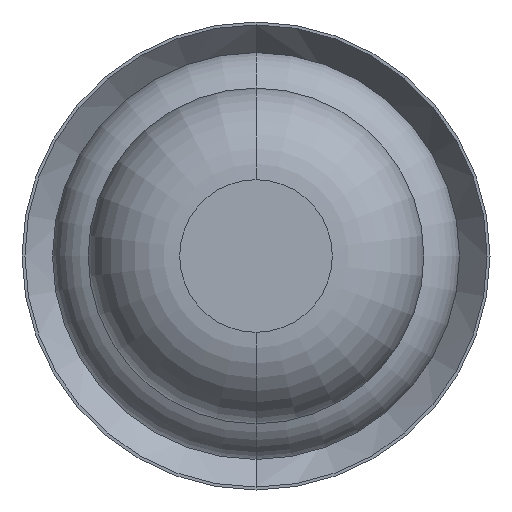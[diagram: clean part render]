
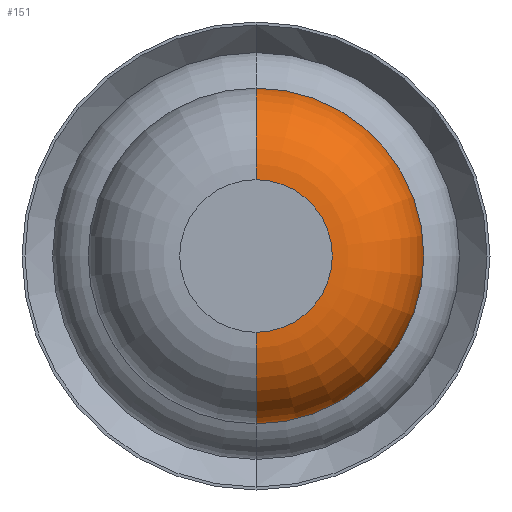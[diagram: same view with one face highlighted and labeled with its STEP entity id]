
A CAD part, front view. The second image highlights one B-rep face of the part: STEP entity #151.
In plain terms, the highlighted toroidal (fillet/blend) face has major radius 0.375 mm and minor radius 0.45 mm.
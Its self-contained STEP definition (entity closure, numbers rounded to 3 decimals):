
#150 = CARTESIAN_POINT ( 'NONE',  ( 0., -26.95, 0. ) ) ;
#151 = ADVANCED_FACE ( 'Defeature ausgef�hrt2_9', ( #5748 ), #1837, .T. ) ;
#286 = CARTESIAN_POINT ( 'NONE',  ( 0., -27.4, 0.375 ) ) ;
#470 = AXIS2_PLACEMENT_3D ( 'NONE', #150, #5567, #3581 ) ;
#755 = AXIS2_PLACEMENT_3D ( 'NONE', #799, #5640, #2814 ) ;
#799 = CARTESIAN_POINT ( 'NONE',  ( 0., -26.95, 0. ) ) ;
#1034 = CARTESIAN_POINT ( 'NONE',  ( 0., -26.95, -0.375 ) ) ;
#1102 = ORIENTED_EDGE ( 'NONE', *, *, #5528, .T. ) ;
#1262 = CIRCLE ( 'NONE', #755, 0.825 ) ;
#1297 = DIRECTION ( 'NONE',  ( 0., 1., 0. ) ) ;
#1353 = CARTESIAN_POINT ( 'NONE',  ( 0., -26.95, 0.375 ) ) ;
#1355 = VERTEX_POINT ( 'NONE', #2029 ) ;
#1381 = DIRECTION ( 'NONE',  ( -1., 0., 0. ) ) ;
#1760 = CIRCLE ( 'NONE', #4766, 0.45 ) ;
#1766 = DIRECTION ( 'NONE',  ( 1., 0., 0. ) ) ;
#1837 = TOROIDAL_SURFACE ( 'NONE', #470, 0.375, 0.45 ) ;
#2029 = CARTESIAN_POINT ( 'NONE',  ( 0., -26.95, 0.825 ) ) ;
#2158 = ORIENTED_EDGE ( 'NONE', *, *, #5491, .F. ) ;
#2378 = DIRECTION ( 'NONE',  ( 0., 0., 1. ) ) ;
#2814 = DIRECTION ( 'NONE',  ( 0., 0., 1. ) ) ;
#2889 = EDGE_CURVE ( 'Defeature ausgef�hrt2_10+Defeature ausgef�hrt2_9+Defeature ausgef�hrt2_9+Defeature ausgef�hrt2_9', #1355, #3218, #1262, .T. ) ;
#3110 = CARTESIAN_POINT ( 'NONE',  ( 0., -26.95, -0.825 ) ) ;
#3218 = VERTEX_POINT ( 'NONE', #3110 ) ;
#3284 = ORIENTED_EDGE ( 'NONE', *, *, #2889, .F. ) ;
#3361 = CIRCLE ( 'NONE', #5660, 0.375 ) ;
#3581 = DIRECTION ( 'NONE',  ( 0., 0., 1. ) ) ;
#3653 = EDGE_LOOP ( 'NONE', ( #6178, #1102, #3284, #2158 ) ) ;
#3878 = VERTEX_POINT ( 'NONE', #5488 ) ;
#4262 = VERTEX_POINT ( 'NONE', #286 ) ;
#4349 = CIRCLE ( 'NONE', #4469, 0.45 ) ;
#4469 = AXIS2_PLACEMENT_3D ( 'NONE', #1034, #1766, #4627 ) ;
#4627 = DIRECTION ( 'NONE',  ( 0., 0., -1. ) ) ;
#4736 = CARTESIAN_POINT ( 'NONE',  ( 0., -27.4, 0. ) ) ;
#4756 = DIRECTION ( 'NONE',  ( 0., 0., 1. ) ) ;
#4766 = AXIS2_PLACEMENT_3D ( 'NONE', #1353, #1381, #2378 ) ;
#5488 = CARTESIAN_POINT ( 'NONE',  ( 0., -27.4, -0.375 ) ) ;
#5491 = EDGE_CURVE ( 'NONE', #4262, #1355, #1760, .T. ) ;
#5528 = EDGE_CURVE ( 'NONE', #3878, #3218, #4349, .T. ) ;
#5567 = DIRECTION ( 'NONE',  ( 0., 1., 0. ) ) ;
#5640 = DIRECTION ( 'NONE',  ( 0., 1., 0. ) ) ;
#5660 = AXIS2_PLACEMENT_3D ( 'NONE', #4736, #1297, #4756 ) ;
#5748 = FACE_OUTER_BOUND ( 'NONE', #3653, .T. ) ;
#5793 = EDGE_CURVE ( 'Defeature ausgef�hrt2_9+Defeature ausgef�hrt2_8+Defeature ausgef�hrt2_8+Defeature ausgef�hrt2_8', #4262, #3878, #3361, .T. ) ;
#6178 = ORIENTED_EDGE ( 'NONE', *, *, #5793, .T. ) ;
